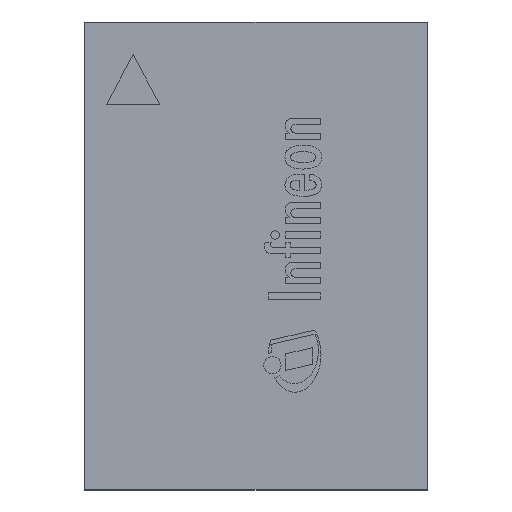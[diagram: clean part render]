
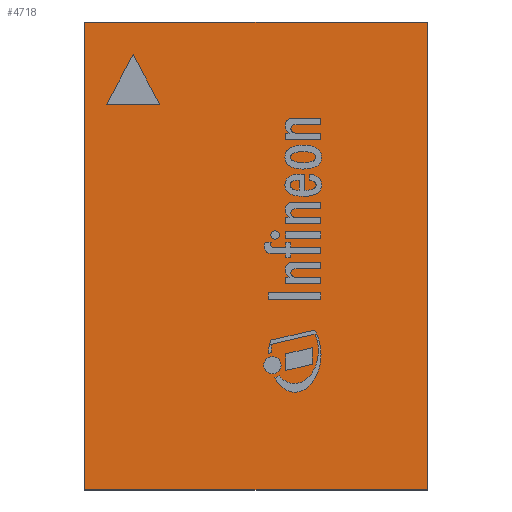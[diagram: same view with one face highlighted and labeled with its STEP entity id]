
A CAD part, top view. The second image highlights one B-rep face of the part: STEP entity #4718.
In plain terms, the highlighted planar face has unit normal (0, 0, 1).
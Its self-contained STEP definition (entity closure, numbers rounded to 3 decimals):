
#366=FACE_BOUND('',#773,.T.);
#488=FACE_OUTER_BOUND('',#772,.T.);
#772=EDGE_LOOP('',(#3350,#3351,#3352,#3353));
#773=EDGE_LOOP('',(#3354,#3355,#3356));
#1123=LINE('',#7252,#1588);
#1126=LINE('',#7257,#1591);
#1131=LINE('',#7269,#1596);
#1133=LINE('',#7273,#1598);
#1134=LINE('',#7274,#1599);
#1135=LINE('',#7276,#1600);
#1136=LINE('',#7277,#1601);
#1588=VECTOR('',#5730,1.);
#1591=VECTOR('',#5735,1.);
#1596=VECTOR('',#5744,1.);
#1598=VECTOR('',#5748,1.);
#1599=VECTOR('',#5749,1.);
#1600=VECTOR('',#5750,1.);
#1601=VECTOR('',#5751,1.);
#2012=VERTEX_POINT('',#7249);
#2013=VERTEX_POINT('',#7251);
#2014=VERTEX_POINT('',#7255);
#2018=VERTEX_POINT('',#7266);
#2019=VERTEX_POINT('',#7268);
#2020=VERTEX_POINT('',#7272);
#2021=VERTEX_POINT('',#7275);
#2519=EDGE_CURVE('',#2013,#2012,#1123,.T.);
#2522=EDGE_CURVE('',#2012,#2014,#1126,.T.);
#2527=EDGE_CURVE('',#2019,#2018,#1131,.T.);
#2529=EDGE_CURVE('',#2014,#2020,#1133,.T.);
#2530=EDGE_CURVE('',#2020,#2013,#1134,.T.);
#2531=EDGE_CURVE('',#2021,#2019,#1135,.T.);
#2532=EDGE_CURVE('',#2018,#2021,#1136,.T.);
#3350=ORIENTED_EDGE('',*,*,#2522,.T.);
#3351=ORIENTED_EDGE('',*,*,#2529,.T.);
#3352=ORIENTED_EDGE('',*,*,#2530,.T.);
#3353=ORIENTED_EDGE('',*,*,#2519,.T.);
#3354=ORIENTED_EDGE('',*,*,#2531,.T.);
#3355=ORIENTED_EDGE('',*,*,#2527,.T.);
#3356=ORIENTED_EDGE('',*,*,#2532,.T.);
#4550=PLANE('',#5028);
#4718=ADVANCED_FACE('',(#488,#366),#4550,.T.);
#5028=AXIS2_PLACEMENT_3D('',#7271,#5746,#5747);
#5730=DIRECTION('',(1.,0.,0.));
#5735=DIRECTION('',(0.,1.,0.));
#5744=DIRECTION('',(0.474,0.88,0.));
#5746=DIRECTION('center_axis',(0.,0.,1.));
#5747=DIRECTION('ref_axis',(1.,0.,0.));
#5748=DIRECTION('',(-1.,0.,0.));
#5749=DIRECTION('',(0.,-1.,0.));
#5750=DIRECTION('',(-1.,0.,0.));
#5751=DIRECTION('',(0.474,-0.88,0.));
#7249=CARTESIAN_POINT('',(0.55,-0.75,0.65));
#7251=CARTESIAN_POINT('',(-0.55,-0.75,0.65));
#7252=CARTESIAN_POINT('',(-0.55,-0.75,0.65));
#7255=CARTESIAN_POINT('',(0.55,0.75,0.65));
#7257=CARTESIAN_POINT('',(0.55,-0.75,0.65));
#7266=CARTESIAN_POINT('',(-0.394,0.645,0.65));
#7268=CARTESIAN_POINT('',(-0.479,0.486,0.65));
#7269=CARTESIAN_POINT('',(-0.479,0.486,0.65));
#7271=CARTESIAN_POINT('Origin',(0.,0.,
0.65));
#7272=CARTESIAN_POINT('',(-0.55,0.75,0.65));
#7273=CARTESIAN_POINT('',(0.55,0.75,0.65));
#7274=CARTESIAN_POINT('',(-0.55,0.75,0.65));
#7275=CARTESIAN_POINT('',(-0.309,0.486,0.65));
#7276=CARTESIAN_POINT('',(-0.309,0.486,0.65));
#7277=CARTESIAN_POINT('',(-0.394,0.645,0.65));
